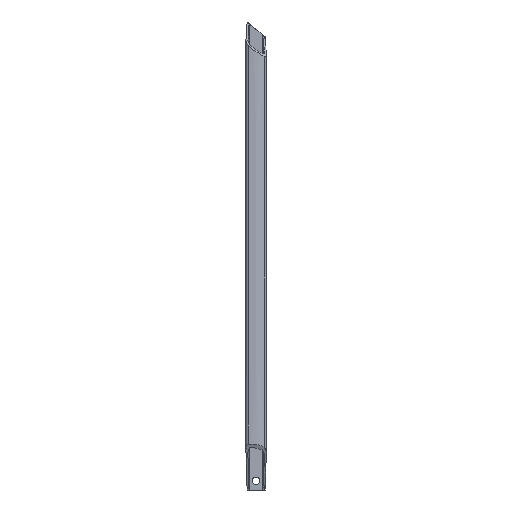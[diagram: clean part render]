
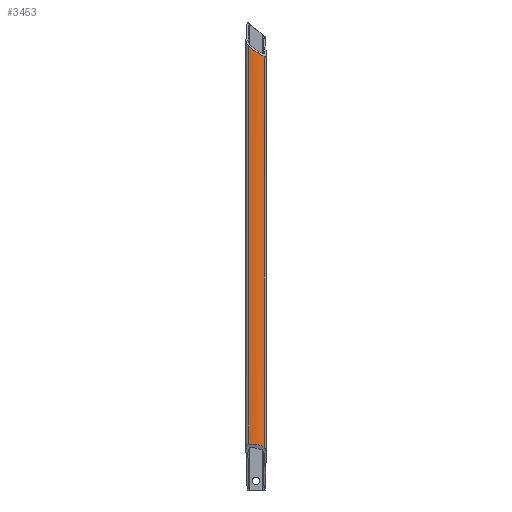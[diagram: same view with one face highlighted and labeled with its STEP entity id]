
A CAD part, left-side view. The second image highlights one B-rep face of the part: STEP entity #3453.
In plain terms, the highlighted face is a extrusion surface.
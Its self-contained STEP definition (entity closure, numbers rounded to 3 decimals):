
#1171=CARTESIAN_POINT('',(-50.928,-0.819,
-26.65));
#1184=CARTESIAN_POINT('',(-50.928,-0.819,
-460.));
#1190=CARTESIAN_POINT('',(-49.248,-17.817,
-38.664));
#1191=CARTESIAN_POINT('',(-49.737,-16.088,
-37.774));
#1192=CARTESIAN_POINT('',(-50.548,-12.517,
-35.726));
#1193=CARTESIAN_POINT('',(-51.155,-6.764,
-31.701));
#1194=CARTESIAN_POINT('',(-51.086,-2.823,
-28.438));
#1195=CARTESIAN_POINT('',(-50.928,-0.819,
-26.65));
#1197=CARTESIAN_POINT('',(-50.928,-8.511,-460.));
#1198=CARTESIAN_POINT('',(-50.843,-9.58,
-460.183));
#1199=CARTESIAN_POINT('',(-50.601,-11.693,
-460.699));
#1200=CARTESIAN_POINT('',(-50.03,-14.819,
-461.917));
#1201=CARTESIAN_POINT('',(-49.529,-16.826,
-462.987));
#1202=CARTESIAN_POINT('',(-49.248,-17.817,
-463.585));
#1204=CARTESIAN_POINT('',(-50.928,-0.819,
-460.));
#1205=CARTESIAN_POINT('',(-51.13,-3.375,
-460.));
#1206=CARTESIAN_POINT('',(-51.133,-5.951,-460.));
#1207=CARTESIAN_POINT('',(-50.928,-8.511,-460.));
#1209=DIRECTION('',(0.,0.,-1.));
#1210=VECTOR('',#1209,433.35);
#1211=CARTESIAN_POINT('',(-50.928,-0.819,
-26.65));
#1212=LINE('',#1211,#1210);
#1226=DIRECTION('',(0.,0.,-1.));
#1227=VECTOR('',#1226,424.921);
#1228=CARTESIAN_POINT('',(-49.248,-17.817,
-38.664));
#1229=LINE('',#1228,#1227);
#2078=VERTEX_POINT('',#1184);
#2079=VERTEX_POINT('',#1207);
#2080=VERTEX_POINT('',#1202);
#2206=VERTEX_POINT('',#1171);
#2207=VERTEX_POINT('',#1190);
#3433=CARTESIAN_POINT('',(-50.898,-0.451,0.));
#3434=CARTESIAN_POINT('',(-50.908,-0.574,0.));
#3435=CARTESIAN_POINT('',(-51.154,-3.544,0.));
#3436=CARTESIAN_POINT('',(-51.109,-9.418,0.));
#3437=CARTESIAN_POINT('',(-50.003,-15.187,0.));
#3438=CARTESIAN_POINT('',(-49.181,-18.054,0.));
#3439=CARTESIAN_POINT('',(-49.146,-18.172,0.));
#3441=DIRECTION('',(0.,0.,1.));
#3442=VECTOR('',#3441,1.);
#3443=SURFACE_OF_LINEAR_EXTRUSION('',#3440,#3442);
#3444=ORIENTED_EDGE('',*,*,#3224,.F.);
#3446=ORIENTED_EDGE('',*,*,#3445,.T.);
#3447=ORIENTED_EDGE('',*,*,#3407,.F.);
#3449=ORIENTED_EDGE('',*,*,#3448,.F.);
#3450=ORIENTED_EDGE('',*,*,#3426,.F.);
#3451=EDGE_LOOP('',(#3444,#3446,#3447,#3449,#3450));
#3452=FACE_OUTER_BOUND('',#3451,.F.);
#1196=B_SPLINE_CURVE_WITH_KNOTS('',3,(#1190,#1191,#1192,#1193,#1194,#1195),
.UNSPECIFIED.,.F.,.F.,(4,1,1,4),(0.,0.333,0.667,1.),
.UNSPECIFIED.);
#1203=B_SPLINE_CURVE_WITH_KNOTS('',3,(#1197,#1198,#1199,#1200,#1201,#1202),
.UNSPECIFIED.,.F.,.F.,(4,1,1,4),(0.,0.333,0.667,1.),
.UNSPECIFIED.);
#1208=B_SPLINE_CURVE_WITH_KNOTS('',3,(#1204,#1205,#1206,#1207),.UNSPECIFIED.,
.F.,.F.,(4,4),(0.,1.),.UNSPECIFIED.);
#3224=EDGE_CURVE('',#2207,#2206,#1196,.T.);
#3407=EDGE_CURVE('',#2079,#2080,#1203,.T.);
#3426=EDGE_CURVE('',#2206,#2078,#1212,.T.);
#3440=B_SPLINE_CURVE_WITH_KNOTS('',3,(#3433,#3434,#3435,#3436,#3437,#3438,
#3439),.UNSPECIFIED.,.F.,.F.,(4,1,1,1,4),(0.,0.021,
0.5,0.979,1.),.UNSPECIFIED.);
#3445=EDGE_CURVE('',#2207,#2080,#1229,.T.);
#3448=EDGE_CURVE('',#2078,#2079,#1208,.T.);
#3453=ADVANCED_FACE('',(#3452),#3443,.T.);
